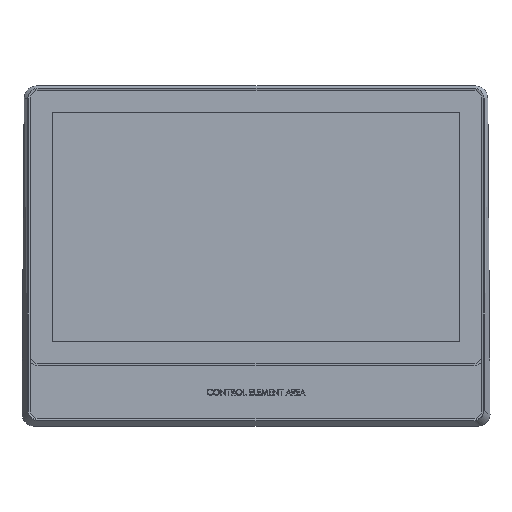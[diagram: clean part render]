
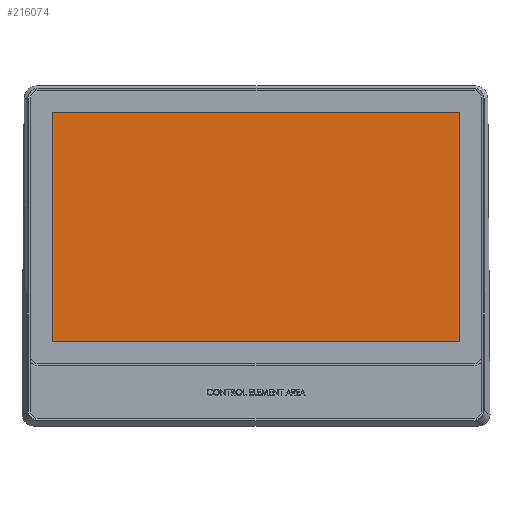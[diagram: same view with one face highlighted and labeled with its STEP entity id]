
A CAD part, top view. The second image highlights one B-rep face of the part: STEP entity #216074.
In plain terms, the highlighted planar face has unit normal (0, 0, 1).
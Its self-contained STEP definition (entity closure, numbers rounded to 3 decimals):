
#2615 = EDGE_CURVE ( 'NONE', #30332, #47457, #47497, .T. ) ;
#4309 = ORIENTED_EDGE ( 'NONE', *, *, #106622, .T. ) ;
#6163 = CARTESIAN_POINT ( 'NONE',  ( 238.32, -134.055, 0.09 ) ) ;
#14194 = VERTEX_POINT ( 'NONE', #151703 ) ;
#15557 = DIRECTION ( 'NONE',  ( 0., -1., 0. ) ) ;
#26221 = DIRECTION ( 'NONE',  ( 1., 0., 0. ) ) ;
#27530 = CARTESIAN_POINT ( 'NONE',  ( -238.32, -134.055, 0.09 ) ) ;
#30332 = VERTEX_POINT ( 'NONE', #256599 ) ;
#35484 = LINE ( 'NONE', #197463, #210963 ) ;
#42070 = LINE ( 'NONE', #6163, #128564 ) ;
#42484 = VERTEX_POINT ( 'NONE', #237375 ) ;
#47457 = VERTEX_POINT ( 'NONE', #113155 ) ;
#47497 = LINE ( 'NONE', #27530, #200097 ) ;
#71799 = EDGE_CURVE ( 'NONE', #47457, #14194, #42070, .T. ) ;
#83131 = CARTESIAN_POINT ( 'NONE',  ( -238.32, 134.055, 0.09 ) ) ;
#89137 = ORIENTED_EDGE ( 'NONE', *, *, #2615, .T. ) ;
#104963 = AXIS2_PLACEMENT_3D ( 'NONE', #208082, #145675, #26221 ) ;
#106622 = EDGE_CURVE ( 'NONE', #14194, #42484, #245021, .T. ) ;
#108534 = DIRECTION ( 'NONE',  ( 1., 0., 0. ) ) ;
#113155 = CARTESIAN_POINT ( 'NONE',  ( 238.32, -134.055, 0.09 ) ) ;
#125627 = DIRECTION ( 'NONE',  ( 0., 1., 0. ) ) ;
#128564 = VECTOR ( 'NONE', #125627, 1000. ) ;
#144353 = EDGE_CURVE ( 'NONE', #42484, #30332, #35484, .T. ) ;
#145675 = DIRECTION ( 'NONE',  ( 0., 0., 1. ) ) ;
#151703 = CARTESIAN_POINT ( 'NONE',  ( 238.32, 134.055, 0.09 ) ) ;
#162513 = ORIENTED_EDGE ( 'NONE', *, *, #144353, .T. ) ;
#162733 = DIRECTION ( 'NONE',  ( -1., 0., 0. ) ) ;
#164770 = EDGE_LOOP ( 'NONE', ( #89137, #189709, #4309, #162513 ) ) ;
#165670 = PLANE ( 'NONE',  #104963 ) ;
#189709 = ORIENTED_EDGE ( 'NONE', *, *, #71799, .T. ) ;
#197463 = CARTESIAN_POINT ( 'NONE',  ( -238.32, -134.055, 0.09 ) ) ;
#200097 = VECTOR ( 'NONE', #108534, 1000. ) ;
#208082 = CARTESIAN_POINT ( 'NONE',  ( 0., 0., 0.09 ) ) ;
#210963 = VECTOR ( 'NONE', #15557, 1000. ) ;
#216074 = ADVANCED_FACE ( 'NONE', ( #226687 ), #165670, .T. ) ;
#226687 = FACE_OUTER_BOUND ( 'NONE', #164770, .T. ) ;
#237375 = CARTESIAN_POINT ( 'NONE',  ( -238.32, 134.055, 0.09 ) ) ;
#244146 = VECTOR ( 'NONE', #162733, 1000. ) ;
#245021 = LINE ( 'NONE', #83131, #244146 ) ;
#256599 = CARTESIAN_POINT ( 'NONE',  ( -238.32, -134.055, 0.09 ) ) ;
